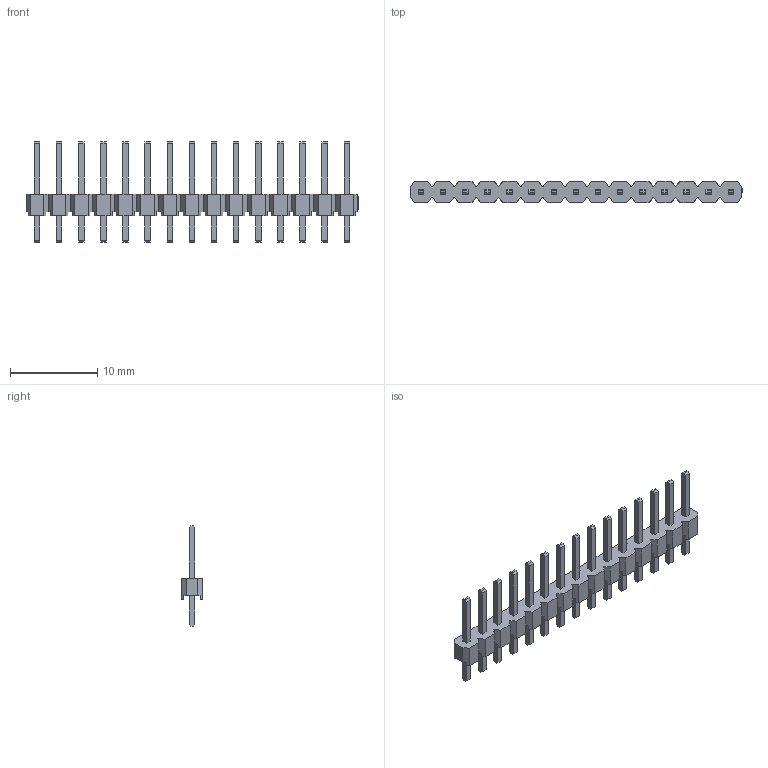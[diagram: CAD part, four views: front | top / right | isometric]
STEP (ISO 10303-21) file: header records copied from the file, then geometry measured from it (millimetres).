
FILE_DESCRIPTION(/* description */ ('Designed by EasyEDA Pro'),/* implementation_level */ '2;1');
FILE_NAME(/* name */ 'PZ_2.54_1X15P_LH.step',/* time_stamp */ '2025-03-27T09:24:16+08:00',/* author */ (''),/* organization */ (''),/* preprocessor_version */ 'ST-DEVELOPER v20.1',/* originating_system */ 'Autodesk Translation Framework v14.4.0.0',/* authorisation */ '');
FILE_SCHEMA (('AUTOMOTIVE_DESIGN { 1 0 10303 214 3 1 1 }'));
Length unit declared in the file: millimetre
Products named in the file (3): lAVm-PCBModel; lAVm-Board; lAVm-U1-HDR-TH_15P-P2.54-V-M
Assembly tree (2 placements, depth 2):
  lAVm-PCBModel
    lAVm-Board
    lAVm-U1-HDR-TH_15P-P2.54-V-M
Bounding box: 38.11 x 2.5 x 11.5 mm (x, y, z)
Volume: 236.2 mm3; surface area: 787.5 mm2
Topology: 1 solids, 1 shells, 676 faces, 1854 edges, 1236 vertices
Faces by surface type: plane 562, bspline 114
Entity records: 23042 total; most frequent: CARTESIAN_POINT 5851, ORIENTED_EDGE 3708, DIRECTION 2940, EDGE_CURVE 1854, LINE 1626, VECTOR 1626, VERTEX_POINT 1236, EDGE_LOOP 732
